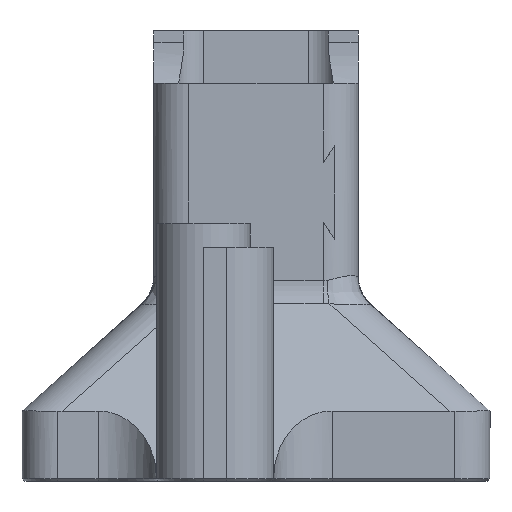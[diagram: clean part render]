
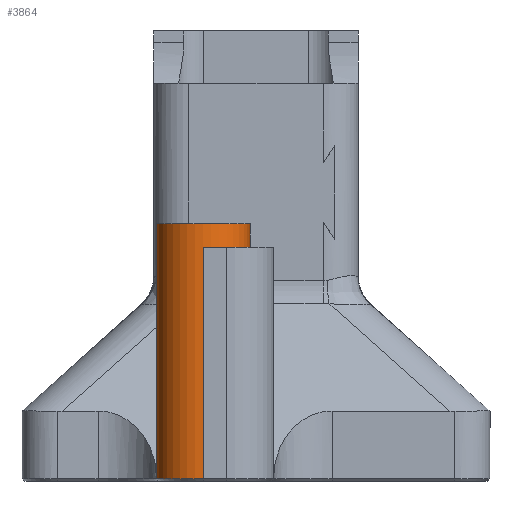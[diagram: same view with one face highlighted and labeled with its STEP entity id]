
A CAD part, left-side view. The second image highlights one B-rep face of the part: STEP entity #3864.
In plain terms, the highlighted cylindrical face has radius 4 mm (diameter 8 mm), a partial arc.
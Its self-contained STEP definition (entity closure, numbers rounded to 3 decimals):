
#56 = CONICAL_SURFACE('',#57,4.,0.785);
#57 = AXIS2_PLACEMENT_3D('',#58,#59,#60);
#58 = CARTESIAN_POINT('',(-6.75,24.5,0.2));
#59 = DIRECTION('',(0.,0.,1.));
#60 = DIRECTION('',(0.,1.,0.));
#1127 = VERTEX_POINT('',#1128);
#1128 = CARTESIAN_POINT('',(-6.75,28.5,0.2));
#1149 = VERTEX_POINT('',#1150);
#1150 = CARTESIAN_POINT('',(-10.75,24.5,0.2));
#1169 = EDGE_CURVE('',#1127,#1149,#1170,.T.);
#1170 = SURFACE_CURVE('',#1171,(#1176,#1183),.PCURVE_S1.);
#1171 = CIRCLE('',#1172,4.);
#1172 = AXIS2_PLACEMENT_3D('',#1173,#1174,#1175);
#1173 = CARTESIAN_POINT('',(-6.75,24.5,0.2));
#1174 = DIRECTION('',(0.,0.,1.));
#1175 = DIRECTION('',(0.,1.,0.));
#1176 = PCURVE('',#56,#1177);
#1177 = DEFINITIONAL_REPRESENTATION('',(#1178),#1182);
#1178 = LINE('',#1179,#1180);
#1179 = CARTESIAN_POINT('',(0.,0.));
#1180 = VECTOR('',#1181,1.);
#1181 = DIRECTION('',(1.,0.));
#1182 = ( GEOMETRIC_REPRESENTATION_CONTEXT(2) 
PARAMETRIC_REPRESENTATION_CONTEXT() REPRESENTATION_CONTEXT('2D SPACE',''
  ) );
#1183 = PCURVE('',#1184,#1189);
#1184 = CYLINDRICAL_SURFACE('',#1185,4.);
#1185 = AXIS2_PLACEMENT_3D('',#1186,#1187,#1188);
#1186 = CARTESIAN_POINT('',(-6.75,24.5,20.));
#1187 = DIRECTION('',(0.,0.,-1.));
#1188 = DIRECTION('',(0.,1.,0.));
#1189 = DEFINITIONAL_REPRESENTATION('',(#1190),#1194);
#1190 = LINE('',#1191,#1192);
#1191 = CARTESIAN_POINT('',(0.,19.8));
#1192 = VECTOR('',#1193,1.);
#1193 = DIRECTION('',(-1.,0.));
#1194 = ( GEOMETRIC_REPRESENTATION_CONTEXT(2) 
PARAMETRIC_REPRESENTATION_CONTEXT() REPRESENTATION_CONTEXT('2D SPACE',''
  ) );
#1236 = PLANE('',#1237);
#1237 = AXIS2_PLACEMENT_3D('',#1238,#1239,#1240);
#1238 = CARTESIAN_POINT('',(-1.75,28.5,20.));
#1239 = DIRECTION('',(0.,1.,0.));
#1240 = DIRECTION('',(0.,0.,1.));
#1288 = PLANE('',#1289);
#1289 = AXIS2_PLACEMENT_3D('',#1290,#1291,#1292);
#1290 = CARTESIAN_POINT('',(-10.75,28.5,0.));
#1291 = DIRECTION('',(1.,0.,0.));
#1292 = DIRECTION('',(0.,0.,1.));
#3864 = ADVANCED_FACE('',(#3865),#1184,.T.);
#3865 = FACE_BOUND('',#3866,.F.);
#3866 = EDGE_LOOP('',(#3867,#3889,#3890,#3913,#3945,#3972));
#3867 = ORIENTED_EDGE('',*,*,#3868,.T.);
#3868 = EDGE_CURVE('',#3869,#1149,#3871,.T.);
#3869 = VERTEX_POINT('',#3870);
#3870 = CARTESIAN_POINT('',(-10.75,24.5,20.));
#3871 = SURFACE_CURVE('',#3872,(#3876,#3882),.PCURVE_S1.);
#3872 = LINE('',#3873,#3874);
#3873 = CARTESIAN_POINT('',(-10.75,24.5,20.));
#3874 = VECTOR('',#3875,1.);
#3875 = DIRECTION('',(0.,0.,-1.));
#3876 = PCURVE('',#1184,#3877);
#3877 = DEFINITIONAL_REPRESENTATION('',(#3878),#3881);
#3878 = B_SPLINE_CURVE_WITH_KNOTS('',1,(#3879,#3880),.UNSPECIFIED.,.F.,
  .F.,(2,2),(0.,20.),.PIECEWISE_BEZIER_KNOTS.);
#3879 = CARTESIAN_POINT('',(-1.571,0.));
#3880 = CARTESIAN_POINT('',(-1.571,20.));
#3881 = ( GEOMETRIC_REPRESENTATION_CONTEXT(2) 
PARAMETRIC_REPRESENTATION_CONTEXT() REPRESENTATION_CONTEXT('2D SPACE',''
  ) );
#3882 = PCURVE('',#1288,#3883);
#3883 = DEFINITIONAL_REPRESENTATION('',(#3884),#3888);
#3884 = LINE('',#3885,#3886);
#3885 = CARTESIAN_POINT('',(20.,4.));
#3886 = VECTOR('',#3887,1.);
#3887 = DIRECTION('',(-1.,0.));
#3888 = ( GEOMETRIC_REPRESENTATION_CONTEXT(2) 
PARAMETRIC_REPRESENTATION_CONTEXT() REPRESENTATION_CONTEXT('2D SPACE',''
  ) );
#3889 = ORIENTED_EDGE('',*,*,#1169,.F.);
#3890 = ORIENTED_EDGE('',*,*,#3891,.F.);
#3891 = EDGE_CURVE('',#3892,#1127,#3894,.T.);
#3892 = VERTEX_POINT('',#3893);
#3893 = CARTESIAN_POINT('',(-6.75,28.5,22.));
#3894 = SURFACE_CURVE('',#3895,(#3899,#3906),.PCURVE_S1.);
#3895 = LINE('',#3896,#3897);
#3896 = CARTESIAN_POINT('',(-6.75,28.5,22.));
#3897 = VECTOR('',#3898,1.);
#3898 = DIRECTION('',(-0.,-0.,-1.));
#3899 = PCURVE('',#1184,#3900);
#3900 = DEFINITIONAL_REPRESENTATION('',(#3901),#3905);
#3901 = LINE('',#3902,#3903);
#3902 = CARTESIAN_POINT('',(-0.,-2.));
#3903 = VECTOR('',#3904,1.);
#3904 = DIRECTION('',(-0.,1.));
#3905 = ( GEOMETRIC_REPRESENTATION_CONTEXT(2) 
PARAMETRIC_REPRESENTATION_CONTEXT() REPRESENTATION_CONTEXT('2D SPACE',''
  ) );
#3906 = PCURVE('',#1236,#3907);
#3907 = DEFINITIONAL_REPRESENTATION('',(#3908),#3912);
#3908 = LINE('',#3909,#3910);
#3909 = CARTESIAN_POINT('',(2.,-5.));
#3910 = VECTOR('',#3911,1.);
#3911 = DIRECTION('',(-1.,0.));
#3912 = ( GEOMETRIC_REPRESENTATION_CONTEXT(2) 
PARAMETRIC_REPRESENTATION_CONTEXT() REPRESENTATION_CONTEXT('2D SPACE',''
  ) );
#3913 = ORIENTED_EDGE('',*,*,#3914,.T.);
#3914 = EDGE_CURVE('',#3892,#3915,#3917,.T.);
#3915 = VERTEX_POINT('',#3916);
#3916 = CARTESIAN_POINT('',(-6.75,20.5,22.));
#3917 = SURFACE_CURVE('',#3918,(#3923,#3929),.PCURVE_S1.);
#3918 = CIRCLE('',#3919,4.);
#3919 = AXIS2_PLACEMENT_3D('',#3920,#3921,#3922);
#3920 = CARTESIAN_POINT('',(-6.75,24.5,22.));
#3921 = DIRECTION('',(0.,0.,1.));
#3922 = DIRECTION('',(1.,0.,0.));
#3923 = PCURVE('',#1184,#3924);
#3924 = DEFINITIONAL_REPRESENTATION('',(#3925),#3928);
#3925 = B_SPLINE_CURVE_WITH_KNOTS('',1,(#3926,#3927),.UNSPECIFIED.,.F.,
  .F.,(2,2),(1.571,4.712),.PIECEWISE_BEZIER_KNOTS.);
#3926 = CARTESIAN_POINT('',(0.,-2.));
#3927 = CARTESIAN_POINT('',(-3.142,-2.));
#3928 = ( GEOMETRIC_REPRESENTATION_CONTEXT(2) 
PARAMETRIC_REPRESENTATION_CONTEXT() REPRESENTATION_CONTEXT('2D SPACE',''
  ) );
#3929 = PCURVE('',#3930,#3935);
#3930 = PLANE('',#3931);
#3931 = AXIS2_PLACEMENT_3D('',#3932,#3933,#3934);
#3932 = CARTESIAN_POINT('',(-6.75,20.5,22.));
#3933 = DIRECTION('',(0.,0.,-1.));
#3934 = DIRECTION('',(-1.,0.,0.));
#3935 = DEFINITIONAL_REPRESENTATION('',(#3936),#3944);
#3936 = ( BOUNDED_CURVE() B_SPLINE_CURVE(2,(#3937,#3938,#3939,#3940,
#3941,#3942,#3943),.UNSPECIFIED.,.F.,.F.) B_SPLINE_CURVE_WITH_KNOTS((1,2
    ,2,2,2,1),(-2.094,0.,2.094,4.189,
6.283,8.378),.UNSPECIFIED.) CURVE() 
GEOMETRIC_REPRESENTATION_ITEM() RATIONAL_B_SPLINE_CURVE((1.,0.5,1.,0.5,
1.,0.5,1.)) REPRESENTATION_ITEM('') );
#3937 = CARTESIAN_POINT('',(-4.,4.));
#3938 = CARTESIAN_POINT('',(-4.,10.928));
#3939 = CARTESIAN_POINT('',(2.,7.464));
#3940 = CARTESIAN_POINT('',(8.,4.));
#3941 = CARTESIAN_POINT('',(2.,0.536));
#3942 = CARTESIAN_POINT('',(-4.,-2.928));
#3943 = CARTESIAN_POINT('',(-4.,4.));
#3944 = ( GEOMETRIC_REPRESENTATION_CONTEXT(2) 
PARAMETRIC_REPRESENTATION_CONTEXT() REPRESENTATION_CONTEXT('2D SPACE',''
  ) );
#3945 = ORIENTED_EDGE('',*,*,#3946,.T.);
#3946 = EDGE_CURVE('',#3915,#3947,#3949,.T.);
#3947 = VERTEX_POINT('',#3948);
#3948 = CARTESIAN_POINT('',(-6.75,20.5,20.));
#3949 = SURFACE_CURVE('',#3950,(#3954,#3960),.PCURVE_S1.);
#3950 = LINE('',#3951,#3952);
#3951 = CARTESIAN_POINT('',(-6.75,20.5,22.));
#3952 = VECTOR('',#3953,1.);
#3953 = DIRECTION('',(-0.,-0.,-1.));
#3954 = PCURVE('',#1184,#3955);
#3955 = DEFINITIONAL_REPRESENTATION('',(#3956),#3959);
#3956 = B_SPLINE_CURVE_WITH_KNOTS('',1,(#3957,#3958),.UNSPECIFIED.,.F.,
  .F.,(2,2),(0.,2.),.PIECEWISE_BEZIER_KNOTS.);
#3957 = CARTESIAN_POINT('',(-3.142,-2.));
#3958 = CARTESIAN_POINT('',(-3.142,0.));
#3959 = ( GEOMETRIC_REPRESENTATION_CONTEXT(2) 
PARAMETRIC_REPRESENTATION_CONTEXT() REPRESENTATION_CONTEXT('2D SPACE',''
  ) );
#3960 = PCURVE('',#3961,#3966);
#3961 = PLANE('',#3962);
#3962 = AXIS2_PLACEMENT_3D('',#3963,#3964,#3965);
#3963 = CARTESIAN_POINT('',(-6.75,20.5,22.));
#3964 = DIRECTION('',(0.,-1.,0.));
#3965 = DIRECTION('',(1.,0.,0.));
#3966 = DEFINITIONAL_REPRESENTATION('',(#3967),#3971);
#3967 = LINE('',#3968,#3969);
#3968 = CARTESIAN_POINT('',(0.,0.));
#3969 = VECTOR('',#3970,1.);
#3970 = DIRECTION('',(0.,-1.));
#3971 = ( GEOMETRIC_REPRESENTATION_CONTEXT(2) 
PARAMETRIC_REPRESENTATION_CONTEXT() REPRESENTATION_CONTEXT('2D SPACE',''
  ) );
#3972 = ORIENTED_EDGE('',*,*,#3973,.F.);
#3973 = EDGE_CURVE('',#3869,#3947,#3974,.T.);
#3974 = SURFACE_CURVE('',#3975,(#3980,#3986),.PCURVE_S1.);
#3975 = CIRCLE('',#3976,4.);
#3976 = AXIS2_PLACEMENT_3D('',#3977,#3978,#3979);
#3977 = CARTESIAN_POINT('',(-6.75,24.5,20.));
#3978 = DIRECTION('',(0.,0.,1.));
#3979 = DIRECTION('',(1.,0.,0.));
#3980 = PCURVE('',#1184,#3981);
#3981 = DEFINITIONAL_REPRESENTATION('',(#3982),#3985);
#3982 = B_SPLINE_CURVE_WITH_KNOTS('',1,(#3983,#3984),.UNSPECIFIED.,.F.,
  .F.,(2,2),(3.142,4.712),.PIECEWISE_BEZIER_KNOTS.);
#3983 = CARTESIAN_POINT('',(-1.571,0.));
#3984 = CARTESIAN_POINT('',(-3.142,0.));
#3985 = ( GEOMETRIC_REPRESENTATION_CONTEXT(2) 
PARAMETRIC_REPRESENTATION_CONTEXT() REPRESENTATION_CONTEXT('2D SPACE',''
  ) );
#3986 = PCURVE('',#3987,#3992);
#3987 = PLANE('',#3988);
#3988 = AXIS2_PLACEMENT_3D('',#3989,#3990,#3991);
#3989 = CARTESIAN_POINT('',(10.75,18.5,20.));
#3990 = DIRECTION('',(0.,0.,-1.));
#3991 = DIRECTION('',(0.,1.,0.));
#3992 = DEFINITIONAL_REPRESENTATION('',(#3993),#4001);
#3993 = ( BOUNDED_CURVE() B_SPLINE_CURVE(2,(#3994,#3995,#3996,#3997,
#3998,#3999,#4000),.UNSPECIFIED.,.F.,.F.) B_SPLINE_CURVE_WITH_KNOTS((1,2
    ,2,2,2,1),(-2.094,0.,2.094,4.189,
6.283,8.378),.UNSPECIFIED.) CURVE() 
GEOMETRIC_REPRESENTATION_ITEM() RATIONAL_B_SPLINE_CURVE((1.,0.5,1.,0.5,
1.,0.5,1.)) REPRESENTATION_ITEM('') );
#3994 = CARTESIAN_POINT('',(6.,-13.5));
#3995 = CARTESIAN_POINT('',(12.928,-13.5));
#3996 = CARTESIAN_POINT('',(9.464,-19.5));
#3997 = CARTESIAN_POINT('',(6.,-25.5));
#3998 = CARTESIAN_POINT('',(2.536,-19.5));
#3999 = CARTESIAN_POINT('',(-0.928,-13.5));
#4000 = CARTESIAN_POINT('',(6.,-13.5));
#4001 = ( GEOMETRIC_REPRESENTATION_CONTEXT(2) 
PARAMETRIC_REPRESENTATION_CONTEXT() REPRESENTATION_CONTEXT('2D SPACE',''
  ) );
